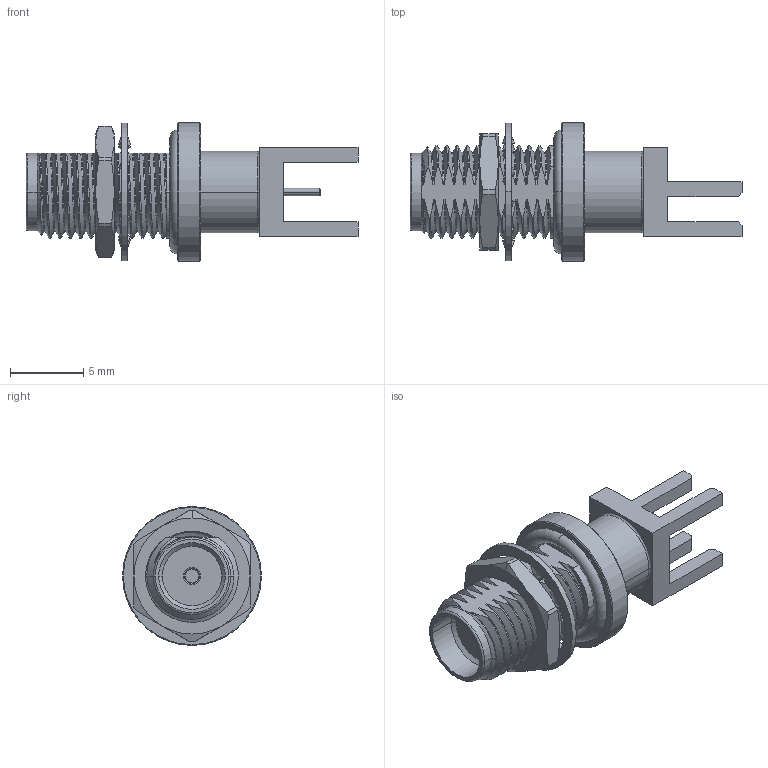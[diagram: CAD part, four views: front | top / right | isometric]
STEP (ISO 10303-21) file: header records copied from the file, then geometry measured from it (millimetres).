
FILE_DESCRIPTION (( 'STEP AP203' ), '1' );
FILE_NAME ('FMCN44264_3D.step', '2022-12-06T22:16:27', ( '' ), ( '' ), 'SwSTEP 2.0', 'SolidWorks 2021', '' );
FILE_SCHEMA (( 'CONFIG_CONTROL_DESIGN' ));
Length unit declared in the file: inch
Products named in the file (1): FMCN44264_3D
Bounding box: 22.73 x 9.5 x 9.5 mm (x, y, z)
Volume: 575.7 mm3; surface area: 1087.7 mm2
Topology: 5 solids, 5 shells, 265 faces, 755 edges, 506 vertices
Faces by surface type: bspline 85, cylinder 80, plane 60, cone 32, torus 8
Full cylindrical faces by diameter (mm): 9.5 x1
Entity records: 25133 total; most frequent: CARTESIAN_POINT 19059, ORIENTED_EDGE 1508, DIRECTION 945, EDGE_CURVE 754, VERTEX_POINT 506, AXIS2_PLACEMENT_3D 339, EDGE_LOOP 280, VECTOR 267
